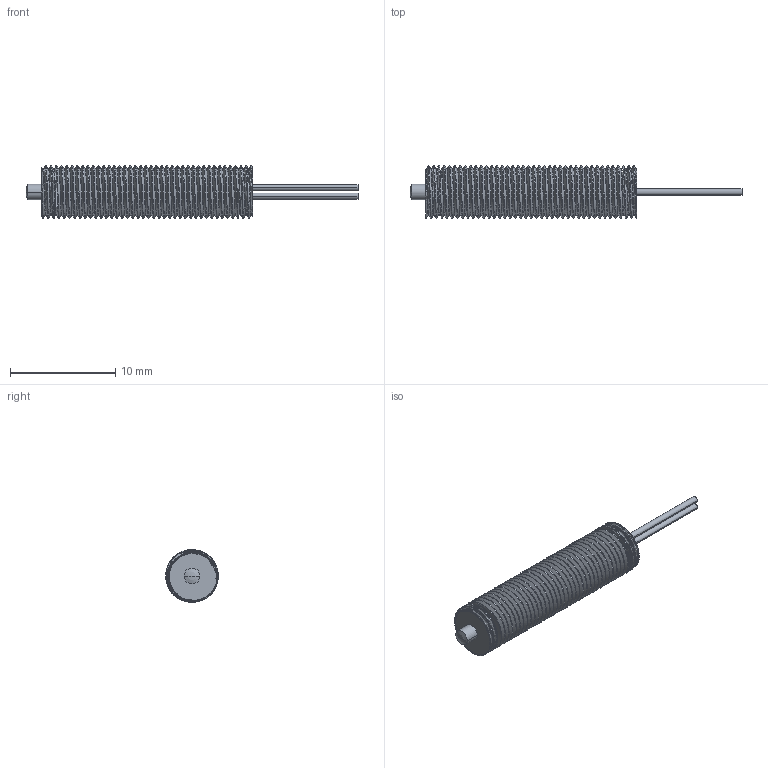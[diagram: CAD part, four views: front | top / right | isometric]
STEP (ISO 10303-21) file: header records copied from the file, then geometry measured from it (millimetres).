
FILE_DESCRIPTION(('STEP AP203'),'1');
FILE_NAME('PT5M3WA.stp','2015-10-16T06:50:34',(' '),(' '),'Spatial InterOp 3D',' ',' ');
FILE_SCHEMA(('CONFIG_CONTROL_DESIGN'));
Length unit declared in the file: millimetre
Products named in the file (1): 1
Bounding box: 31.5 x 5 x 5 mm (x, y, z)
Volume: 353.1 mm3; surface area: 590.2 mm2
Topology: 1 solids, 1 shells, 97 faces, 277 edges, 183 vertices
Faces by surface type: cylinder 88, plane 4, bspline 3, sphere 2
Entity records: 11344 total; most frequent: CARTESIAN_POINT 9194, ORIENTED_EDGE 550, DIRECTION 313, EDGE_CURVE 275, VERTEX_POINT 183, AXIS2_PLACEMENT_3D 113, EDGE_LOOP 100, ADVANCED_FACE 97
